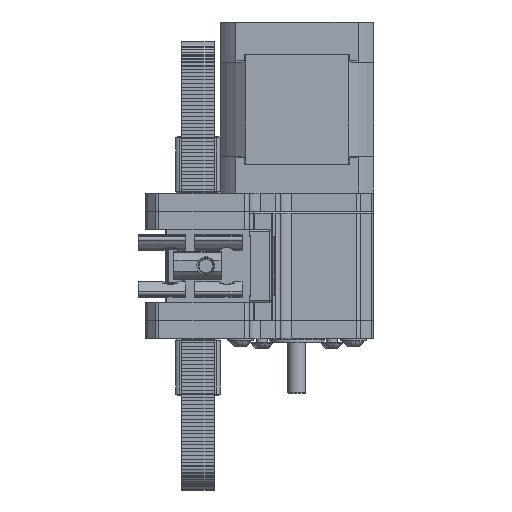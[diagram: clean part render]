
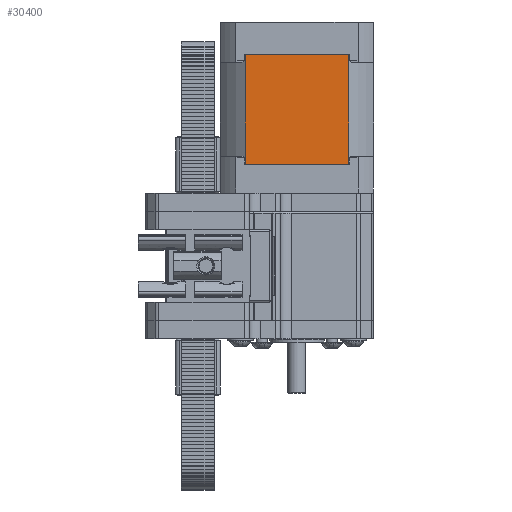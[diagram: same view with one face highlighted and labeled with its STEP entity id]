
A CAD part, left-side view. The second image highlights one B-rep face of the part: STEP entity #30400.
In plain terms, the highlighted face is planar.
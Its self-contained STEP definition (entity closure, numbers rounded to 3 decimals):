
#1284=PLANE('',#32940);
#2661=FACE_OUTER_BOUND('',#4387,.T.);
#4387=EDGE_LOOP('',(#22711,#22712,#22713,#22714,#22715,#22716,#22717,#22718,
#22719,#22720,#22721,#22722));
#6107=LINE('',#47406,#9463);
#6113=LINE('',#47436,#9469);
#6125=LINE('',#47474,#9481);
#6127=LINE('',#47479,#9483);
#6129=LINE('',#47485,#9485);
#6187=LINE('',#47691,#9543);
#6188=LINE('',#47696,#9544);
#6189=LINE('',#47700,#9545);
#6191=LINE('',#47708,#9547);
#6193=LINE('',#47712,#9549);
#6194=LINE('',#47714,#9550);
#6203=LINE('',#47745,#9559);
#9463=VECTOR('',#36916,5.724);
#9469=VECTOR('',#36940,30.2);
#9481=VECTOR('',#36980,0.1);
#9483=VECTOR('',#36984,5.724);
#9485=VECTOR('',#36990,0.1);
#9543=VECTOR('',#37188,30.2);
#9544=VECTOR('',#37195,17.012);
#9545=VECTOR('',#37200,0.1);
#9547=VECTOR('',#37206,0.1);
#9549=VECTOR('',#37212,5.724);
#9550=VECTOR('',#37215,5.724);
#9559=VECTOR('',#37250,17.012);
#13943=VERTEX_POINT('',#47403);
#13944=VERTEX_POINT('',#47405);
#13953=VERTEX_POINT('',#47435);
#13965=VERTEX_POINT('',#47472);
#13967=VERTEX_POINT('',#47478);
#13969=VERTEX_POINT('',#47484);
#14034=VERTEX_POINT('',#47688);
#14035=VERTEX_POINT('',#47690);
#14036=VERTEX_POINT('',#47694);
#14037=VERTEX_POINT('',#47698);
#14040=VERTEX_POINT('',#47705);
#14041=VERTEX_POINT('',#47707);
#17140=EDGE_CURVE('',#13943,#13944,#6107,.T.);
#17153=EDGE_CURVE('',#13944,#13953,#6113,.T.);
#17173=EDGE_CURVE('',#13943,#13965,#6125,.T.);
#17175=EDGE_CURVE('',#13953,#13967,#6127,.T.);
#17178=EDGE_CURVE('',#13969,#13967,#6129,.T.);
#17275=EDGE_CURVE('',#14035,#14034,#6187,.T.);
#17278=EDGE_CURVE('',#13965,#14036,#6188,.T.);
#17280=EDGE_CURVE('',#14036,#14037,#6189,.T.);
#17283=EDGE_CURVE('',#14041,#14040,#6191,.T.);
#17286=EDGE_CURVE('',#14034,#14041,#6193,.T.);
#17287=EDGE_CURVE('',#14037,#14035,#6194,.T.);
#17302=EDGE_CURVE('',#14040,#13969,#6203,.T.);
#22711=ORIENTED_EDGE('',*,*,#17278,.T.);
#22712=ORIENTED_EDGE('',*,*,#17280,.T.);
#22713=ORIENTED_EDGE('',*,*,#17287,.T.);
#22714=ORIENTED_EDGE('',*,*,#17275,.T.);
#22715=ORIENTED_EDGE('',*,*,#17286,.T.);
#22716=ORIENTED_EDGE('',*,*,#17283,.T.);
#22717=ORIENTED_EDGE('',*,*,#17302,.T.);
#22718=ORIENTED_EDGE('',*,*,#17178,.T.);
#22719=ORIENTED_EDGE('',*,*,#17175,.F.);
#22720=ORIENTED_EDGE('',*,*,#17153,.F.);
#22721=ORIENTED_EDGE('',*,*,#17140,.F.);
#22722=ORIENTED_EDGE('',*,*,#17173,.T.);
#30400=ADVANCED_FACE('',(#2661),#1284,.T.);
#32940=AXIS2_PLACEMENT_3D('',#47744,#37248,#37249);
#36916=DIRECTION('',(0.,1.,0.));
#36940=DIRECTION('',(0.,0.,-1.));
#36980=DIRECTION('',(0.,0.,1.));
#36984=DIRECTION('',(0.,-1.,0.));
#36990=DIRECTION('',(0.,0.,1.));
#37188=DIRECTION('',(0.,0.,-1.));
#37195=DIRECTION('',(0.,-1.,0.));
#37200=DIRECTION('',(0.,0.,-1.));
#37206=DIRECTION('',(0.,0.,-1.));
#37212=DIRECTION('',(0.,1.,0.));
#37215=DIRECTION('',(0.,-1.,0.));
#37248=DIRECTION('center_axis',(1.,0.,0.));
#37249=DIRECTION('ref_axis',(0.,0.,
-1.));
#37250=DIRECTION('',(0.,1.,0.));
#47403=CARTESIAN_POINT('',(21.1,8.506,10.66));
#47405=CARTESIAN_POINT('',(21.1,14.23,10.66));
#47406=CARTESIAN_POINT('',(21.1,8.506,10.66));
#47435=CARTESIAN_POINT('',(21.1,14.23,-19.54));
#47436=CARTESIAN_POINT('',(21.1,14.23,10.66));
#47472=CARTESIAN_POINT('',(21.1,8.506,10.76));
#47474=CARTESIAN_POINT('',(21.1,8.506,10.66));
#47478=CARTESIAN_POINT('',(21.1,8.506,-19.54));
#47479=CARTESIAN_POINT('',(21.1,14.23,-19.54));
#47484=CARTESIAN_POINT('',(21.1,8.506,-19.64));
#47485=CARTESIAN_POINT('',(21.1,8.506,-19.64));
#47688=CARTESIAN_POINT('',(21.1,-14.23,-19.54));
#47690=CARTESIAN_POINT('',(21.1,-14.23,10.66));
#47691=CARTESIAN_POINT('',(21.1,-14.23,10.66));
#47694=CARTESIAN_POINT('',(21.1,-8.506,10.76));
#47696=CARTESIAN_POINT('',(21.1,8.506,10.76));
#47698=CARTESIAN_POINT('',(21.1,-8.506,10.66));
#47700=CARTESIAN_POINT('',(21.1,-8.506,10.76));
#47705=CARTESIAN_POINT('',(21.1,-8.506,-19.64));
#47707=CARTESIAN_POINT('',(21.1,-8.506,-19.54));
#47708=CARTESIAN_POINT('',(21.1,-8.506,-19.54));
#47712=CARTESIAN_POINT('',(21.1,-14.23,-19.54));
#47714=CARTESIAN_POINT('',(21.1,-8.506,10.66));
#47744=CARTESIAN_POINT('Origin',(21.1,-14.231,10.761));
#47745=CARTESIAN_POINT('',(21.1,-8.506,-19.64));
